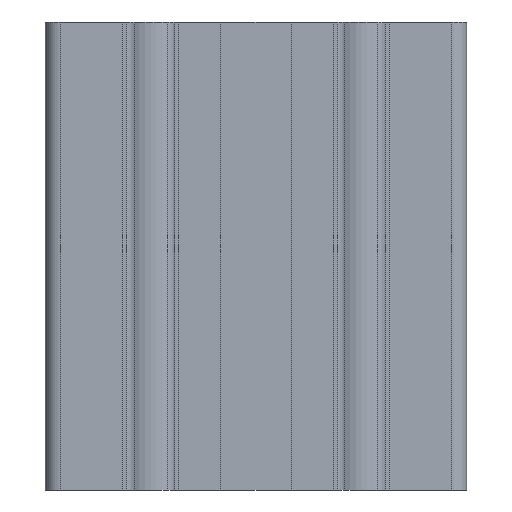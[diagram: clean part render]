
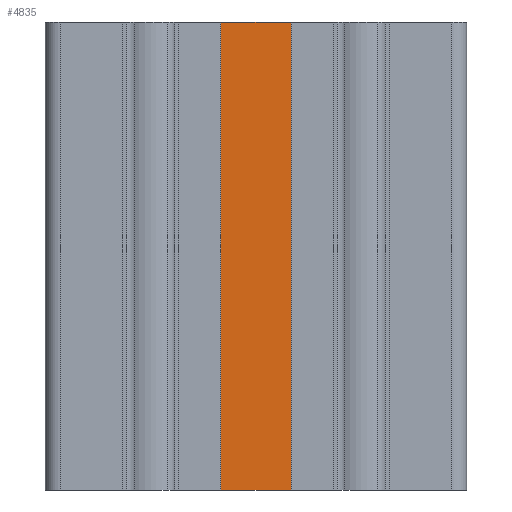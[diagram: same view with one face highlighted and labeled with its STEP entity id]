
A CAD part, front view. The second image highlights one B-rep face of the part: STEP entity #4835.
In plain terms, the highlighted planar face has unit normal (0, -1, 0).
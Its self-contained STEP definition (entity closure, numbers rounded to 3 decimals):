
#661=CARTESIAN_POINT('',(-7.5,-21.5,100.0));
#662=VERTEX_POINT('',#661);
#669=CARTESIAN_POINT('',(7.5,-21.5,100.0));
#670=VERTEX_POINT('',#669);
#671=CARTESIAN_POINT('',(-7.5,-21.5,100.0));
#672=DIRECTION('',(1.0,0.0,0.0));
#673=VECTOR('',#672,15.);
#674=LINE('',#671,#673);
#675=EDGE_CURVE('',#662,#670,#674,.T.);
#2854=CARTESIAN_POINT('',(7.5,-21.5,0.0));
#2855=VERTEX_POINT('',#2854);
#2862=CARTESIAN_POINT('',(-7.5,-21.5,0.0));
#2863=VERTEX_POINT('',#2862);
#2864=CARTESIAN_POINT('',(7.5,-21.5,0.0));
#2865=DIRECTION('',(-1.0,0.0,0.0));
#2866=VECTOR('',#2865,15.);
#2867=LINE('',#2864,#2866);
#2868=EDGE_CURVE('',#2855,#2863,#2867,.T.);
#4810=CARTESIAN_POINT('',(-7.5,-21.5,0.0));
#4811=DIRECTION('',(0.0,0.0,1.0));
#4812=VECTOR('',#4811,100.0);
#4813=LINE('',#4810,#4812);
#4814=EDGE_CURVE('',#2863,#662,#4813,.T.);
#4819=CARTESIAN_POINT('',(-7.5,-21.5,0.0));
#4820=DIRECTION('',(0.0,1.0,0.0));
#4821=DIRECTION('',(0.0,0.0,1.0));
#4822=AXIS2_PLACEMENT_3D('',#4819,#4820,#4821);
#4823=PLANE('',#4822);
#4824=ORIENTED_EDGE('',*,*,#675,.F.);
#4825=ORIENTED_EDGE('',*,*,#4814,.F.);
#4826=ORIENTED_EDGE('',*,*,#2868,.F.);
#4827=CARTESIAN_POINT('',(7.5,-21.5,0.0));
#4828=DIRECTION('',(0.0,0.0,1.0));
#4829=VECTOR('',#4828,100.0);
#4830=LINE('',#4827,#4829);
#4831=EDGE_CURVE('',#2855,#670,#4830,.T.);
#4832=ORIENTED_EDGE('',*,*,#4831,.T.);
#4833=EDGE_LOOP('',(#4824,#4825,#4826,#4832));
#4834=FACE_OUTER_BOUND('',#4833,.T.);
#4835=ADVANCED_FACE('',(#4834),#4823,.F.);
